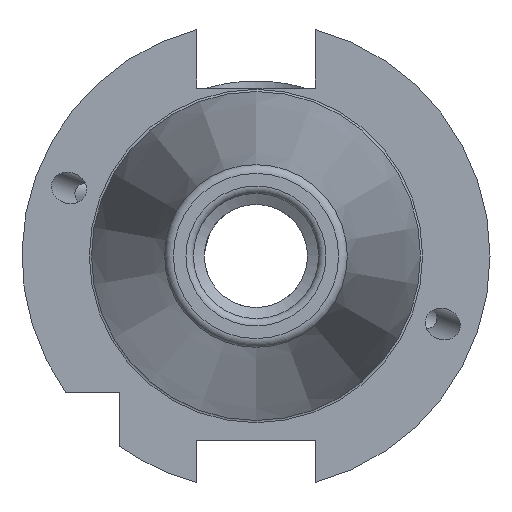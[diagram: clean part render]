
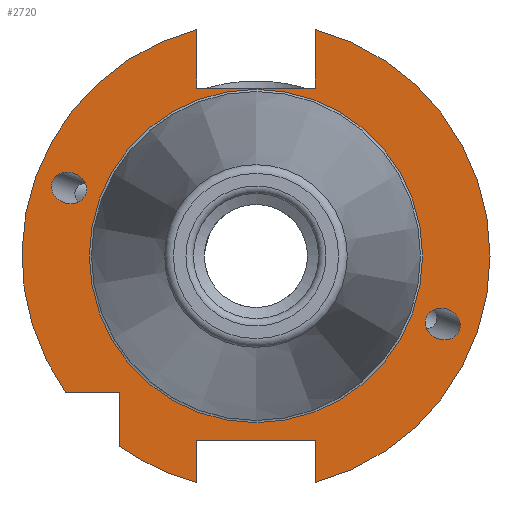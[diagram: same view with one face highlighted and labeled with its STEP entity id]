
A CAD part, left-side view. The second image highlights one B-rep face of the part: STEP entity #2720.
In plain terms, the highlighted planar face has unit normal (-1, 0, 0).
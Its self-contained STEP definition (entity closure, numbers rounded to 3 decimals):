
#1099=CARTESIAN_POINT('',(3.2,-23.093,-8.405));
#1100=VERTEX_POINT('',#1099);
#1101=CARTESIAN_POINT('',(3.2,-25.372,-9.235));
#1102=DIRECTION('',(1.0,0.0,0.0));
#1103=DIRECTION('',(0.0,-0.94,-0.342));
#1104=AXIS2_PLACEMENT_3D('',#1101,#1102,#1103);
#1105=ELLIPSE('',#1104,2.425,2.1);
#1106=EDGE_CURVE('',#1100,#1100,#1105,.T.);
#1120=CARTESIAN_POINT('',(3.2,23.093,8.405));
#1121=VERTEX_POINT('',#1120);
#1122=CARTESIAN_POINT('',(3.2,25.372,9.235));
#1123=DIRECTION('',(1.0,0.0,0.0));
#1124=DIRECTION('',(0.0,0.94,0.342));
#1125=AXIS2_PLACEMENT_3D('',#1122,#1123,#1124);
#1126=ELLIPSE('',#1125,2.425,2.1);
#1127=EDGE_CURVE('',#1121,#1121,#1126,.T.);
#1849=CARTESIAN_POINT('',(3.2,18.5,-18.5));
#1850=VERTEX_POINT('',#1849);
#1851=CARTESIAN_POINT('',(3.2,18.5,-25.834));
#1852=VERTEX_POINT('',#1851);
#1853=CARTESIAN_POINT('',(3.2,18.5,-18.5));
#1854=DIRECTION('',(0.0,0.0,-1.0));
#1855=VECTOR('',#1854,7.334);
#1856=LINE('',#1853,#1855);
#1857=EDGE_CURVE('',#1850,#1852,#1856,.T.);
#1972=CARTESIAN_POINT('',(3.2,25.834,-18.5));
#1973=VERTEX_POINT('',#1972);
#1974=CARTESIAN_POINT('',(3.2,25.834,-18.5));
#1975=DIRECTION('',(0.0,-1.0,0.0));
#1976=VECTOR('',#1975,7.334);
#1977=LINE('',#1974,#1976);
#1978=EDGE_CURVE('',#1973,#1850,#1977,.T.);
#2073=CARTESIAN_POINT('',(3.2,8.05,30.738));
#2074=VERTEX_POINT('',#2073);
#2075=CARTESIAN_POINT('',(3.2,0.0,0.));
#2076=DIRECTION('',(-1.0,0.0,0.));
#2077=DIRECTION('',(0.,0.0,1.0));
#2078=AXIS2_PLACEMENT_3D('',#2075,#2076,#2077);
#2079=CIRCLE('',#2078,31.775);
#2080=EDGE_CURVE('',#2074,#1973,#2079,.T.);
#2468=CARTESIAN_POINT('',(3.2,8.05,-25.0));
#2469=VERTEX_POINT('',#2468);
#2476=CARTESIAN_POINT('',(3.2,8.05,-30.738));
#2477=VERTEX_POINT('',#2476);
#2478=CARTESIAN_POINT('',(3.2,8.05,-30.738));
#2479=DIRECTION('',(0.0,0.0,1.0));
#2480=VECTOR('',#2479,5.738);
#2481=LINE('',#2478,#2480);
#2482=EDGE_CURVE('',#2477,#2469,#2481,.T.);
#2532=CARTESIAN_POINT('',(3.2,-8.05,-30.738));
#2533=VERTEX_POINT('',#2532);
#2540=CARTESIAN_POINT('',(3.2,-8.05,-25.0));
#2541=VERTEX_POINT('',#2540);
#2542=CARTESIAN_POINT('',(3.2,-8.05,-25.0));
#2543=DIRECTION('',(0.0,0.0,-1.0));
#2544=VECTOR('',#2543,5.738);
#2545=LINE('',#2542,#2544);
#2546=EDGE_CURVE('',#2541,#2533,#2545,.T.);
#2565=CARTESIAN_POINT('',(3.2,8.05,-25.0));
#2566=DIRECTION('',(0.0,-1.0,0.0));
#2567=VECTOR('',#2566,16.1);
#2568=LINE('',#2565,#2567);
#2569=EDGE_CURVE('',#2469,#2541,#2568,.T.);
#2652=CARTESIAN_POINT('',(3.2,0.0,27.233));
#2653=DIRECTION('',(-1.0,0.0,0.0));
#2654=DIRECTION('',(0.0,0.0,1.0));
#2655=AXIS2_PLACEMENT_3D('',#2652,#2653,#2654);
#2656=PLANE('',#2655);
#2657=ORIENTED_EDGE('',*,*,#1857,.T.);
#2658=CARTESIAN_POINT('',(3.2,0.0,0.));
#2659=DIRECTION('',(-1.0,0.0,0.));
#2660=DIRECTION('',(0.,0.0,1.0));
#2661=AXIS2_PLACEMENT_3D('',#2658,#2659,#2660);
#2662=CIRCLE('',#2661,31.775);
#2663=EDGE_CURVE('',#1852,#2477,#2662,.T.);
#2664=ORIENTED_EDGE('',*,*,#2663,.T.);
#2665=ORIENTED_EDGE('',*,*,#2482,.T.);
#2666=ORIENTED_EDGE('',*,*,#2569,.T.);
#2667=ORIENTED_EDGE('',*,*,#2546,.T.);
#2668=CARTESIAN_POINT('',(3.2,-8.05,30.738));
#2669=VERTEX_POINT('',#2668);
#2670=CARTESIAN_POINT('',(3.2,0.0,0.));
#2671=DIRECTION('',(-1.0,0.0,0.));
#2672=DIRECTION('',(0.,0.0,1.0));
#2673=AXIS2_PLACEMENT_3D('',#2670,#2671,#2672);
#2674=CIRCLE('',#2673,31.775);
#2675=EDGE_CURVE('',#2533,#2669,#2674,.T.);
#2676=ORIENTED_EDGE('',*,*,#2675,.T.);
#2677=CARTESIAN_POINT('',(3.2,-8.05,22.8));
#2678=VERTEX_POINT('',#2677);
#2679=CARTESIAN_POINT('',(3.2,-8.05,30.738));
#2680=DIRECTION('',(0.0,0.0,-1.0));
#2681=VECTOR('',#2680,7.938);
#2682=LINE('',#2679,#2681);
#2683=EDGE_CURVE('',#2669,#2678,#2682,.T.);
#2684=ORIENTED_EDGE('',*,*,#2683,.T.);
#2685=CARTESIAN_POINT('',(3.2,8.05,22.8));
#2686=VERTEX_POINT('',#2685);
#2687=CARTESIAN_POINT('',(3.2,-8.05,22.8));
#2688=DIRECTION('',(0.0,1.0,0.0));
#2689=VECTOR('',#2688,16.1);
#2690=LINE('',#2687,#2689);
#2691=EDGE_CURVE('',#2678,#2686,#2690,.T.);
#2692=ORIENTED_EDGE('',*,*,#2691,.T.);
#2693=CARTESIAN_POINT('',(3.2,8.05,22.8));
#2694=DIRECTION('',(0.0,0.0,1.0));
#2695=VECTOR('',#2694,7.938);
#2696=LINE('',#2693,#2695);
#2697=EDGE_CURVE('',#2686,#2074,#2696,.T.);
#2698=ORIENTED_EDGE('',*,*,#2697,.T.);
#2699=ORIENTED_EDGE('',*,*,#2080,.T.);
#2700=ORIENTED_EDGE('',*,*,#1978,.T.);
#2701=EDGE_LOOP('',(#2657,#2664,#2665,#2666,#2667,#2676,#2684,#2692,#2698,#2699,#2700));
#2702=FACE_OUTER_BOUND('',#2701,.T.);
#2703=ORIENTED_EDGE('',*,*,#1106,.T.);
#2704=EDGE_LOOP('',(#2703));
#2705=FACE_BOUND('',#2704,.T.);
#2706=ORIENTED_EDGE('',*,*,#1127,.T.);
#2707=EDGE_LOOP('',(#2706));
#2708=FACE_BOUND('',#2707,.T.);
#2709=CARTESIAN_POINT('',(3.2,22.625,0.0));
#2710=VERTEX_POINT('',#2709);
#2711=CARTESIAN_POINT('',(3.2,0.0,0.0));
#2712=DIRECTION('',(-1.0,0.0,0.0));
#2713=DIRECTION('',(0.0,1.0,0.0));
#2714=AXIS2_PLACEMENT_3D('',#2711,#2712,#2713);
#2715=CIRCLE('',#2714,22.625);
#2716=EDGE_CURVE('',#2710,#2710,#2715,.T.);
#2717=ORIENTED_EDGE('',*,*,#2716,.F.);
#2718=EDGE_LOOP('',(#2717));
#2719=FACE_BOUND('',#2718,.T.);
#2720=ADVANCED_FACE('',(#2702,#2705,#2708,#2719),#2656,.T.);
